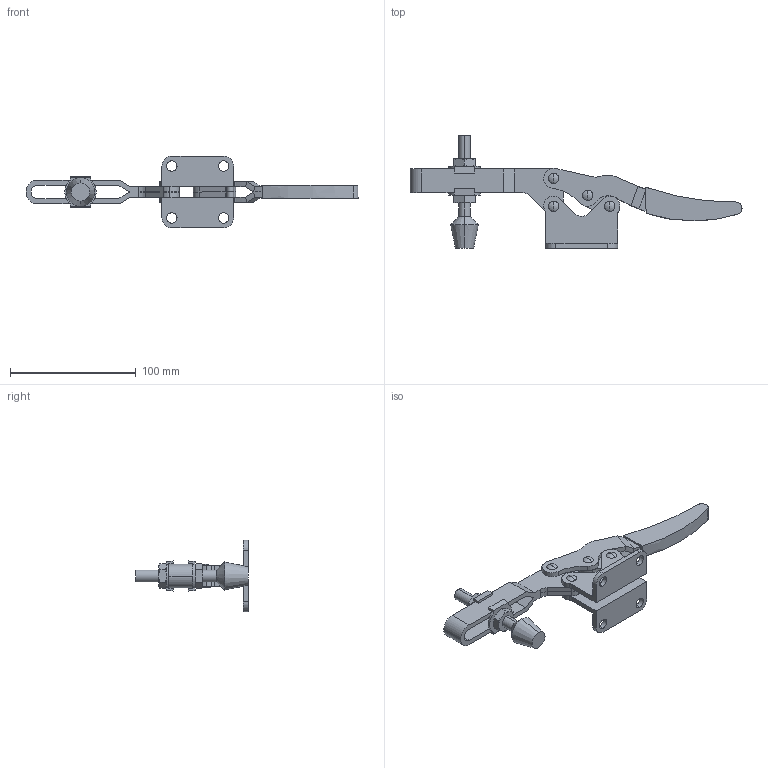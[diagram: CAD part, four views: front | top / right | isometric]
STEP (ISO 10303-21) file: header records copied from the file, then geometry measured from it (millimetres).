
FILE_DESCRIPTION (( 'STEP AP214' ), '1' );
FILE_NAME ('EMC20235.STEP', '2019-01-09T05:36:44', ( 'LinWei' ), ( '' ), 'SwSTEP 2.0', 'SolidWorks 2016', '' );
FILE_SCHEMA (( 'AUTOMOTIVE_DESIGN' ));
Length unit declared in the file: millimetre
Products named in the file (6): Group3^EMC20235; EMC20235; 12023508-1^EMC20235; Group6^EMC20235; Group5^EMC20235; Group4^EMC20235
Assembly tree (5 placements, depth 2):
  EMC20235
    Group3^EMC20235
    Group4^EMC20235
    Group5^EMC20235
    Group6^EMC20235
    12023508-1^EMC20235
Bounding box: 264.56 x 90 x 57.2 mm (x, y, z)
Volume: 92093.9 mm3; surface area: 48598.2 mm2
Topology: 5 solids, 5 shells, 265 faces, 663 edges, 425 vertices
Faces by surface type: cylinder 114, plane 105, cone 28, bspline 10, sphere 8
Entity records: 9452 total; most frequent: CARTESIAN_POINT 1997, DIRECTION 1376, ORIENTED_EDGE 1326, EDGE_CURVE 663, AXIS2_PLACEMENT_3D 524, VERTEX_POINT 425, VECTOR 328, LINE 328
